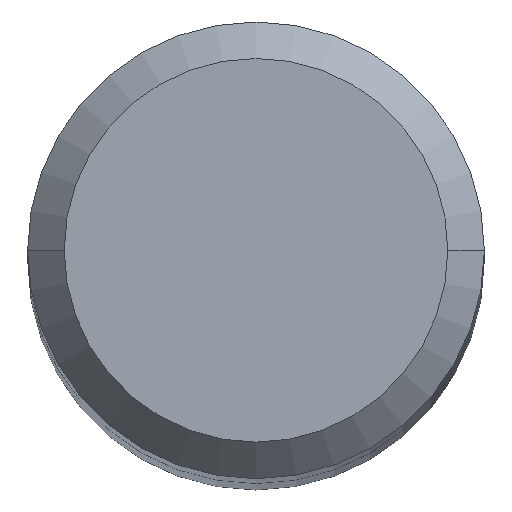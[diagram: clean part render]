
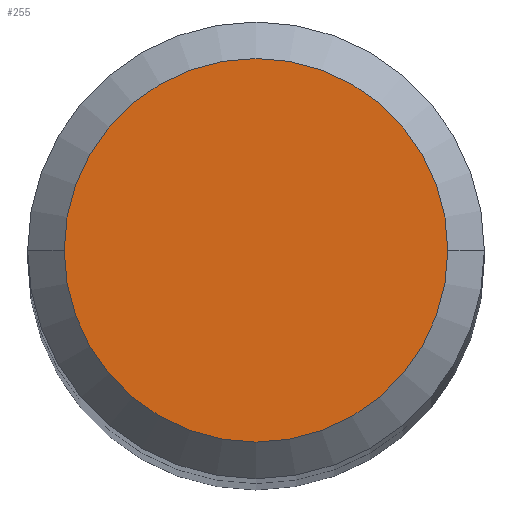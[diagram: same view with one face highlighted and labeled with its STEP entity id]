
A CAD part, top view. The second image highlights one B-rep face of the part: STEP entity #255.
In plain terms, the highlighted planar face has unit normal (0, 0, 1).
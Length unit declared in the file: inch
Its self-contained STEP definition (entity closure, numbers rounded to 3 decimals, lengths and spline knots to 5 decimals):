
#5 = CARTESIAN_POINT ( 'NONE',  ( 0., 0., 2.75 ) ) ;
#13 = VERTEX_POINT ( 'NONE', #272 ) ;
#18 = ORIENTED_EDGE ( 'NONE', *, *, #319, .T. ) ;
#20 = CIRCLE ( 'NONE', #203, 0.07875 ) ;
#83 = CIRCLE ( 'NONE', #219, 0.07875 ) ;
#94 = VERTEX_POINT ( 'NONE', #259 ) ;
#96 = DIRECTION ( 'NONE',  ( 1., 0., 0. ) ) ;
#106 = DIRECTION ( 'NONE',  ( 0., 0., 1. ) ) ;
#109 = DIRECTION ( 'NONE',  ( 1., 0., 0. ) ) ;
#147 = EDGE_CURVE ( 'NONE', #13, #94, #20, .T. ) ;
#173 = DIRECTION ( 'NONE',  ( 0., 0., 1. ) ) ;
#176 = CARTESIAN_POINT ( 'NONE',  ( 0., 0., 2.75 ) ) ;
#201 = DIRECTION ( 'NONE',  ( 0., 0., 1. ) ) ;
#203 = AXIS2_PLACEMENT_3D ( 'NONE', #5, #201, #109 ) ;
#204 = DIRECTION ( 'NONE',  ( 1., 0., 0. ) ) ;
#219 = AXIS2_PLACEMENT_3D ( 'NONE', #274, #173, #96 ) ;
#227 = FACE_OUTER_BOUND ( 'NONE', #294, .T. ) ;
#255 = ADVANCED_FACE ( 'NONE', ( #227 ), #279, .T. ) ;
#259 = CARTESIAN_POINT ( 'NONE',  ( -0.07875, 0., 2.75 ) ) ;
#272 = CARTESIAN_POINT ( 'NONE',  ( 0.07875, 0., 2.75 ) ) ;
#274 = CARTESIAN_POINT ( 'NONE',  ( 0., 0., 2.75 ) ) ;
#279 = PLANE ( 'NONE',  #320 ) ;
#293 = ORIENTED_EDGE ( 'NONE', *, *, #147, .T. ) ;
#294 = EDGE_LOOP ( 'NONE', ( #18, #293 ) ) ;
#319 = EDGE_CURVE ( 'NONE', #94, #13, #83, .T. ) ;
#320 = AXIS2_PLACEMENT_3D ( 'NONE', #176, #106, #204 ) ;
